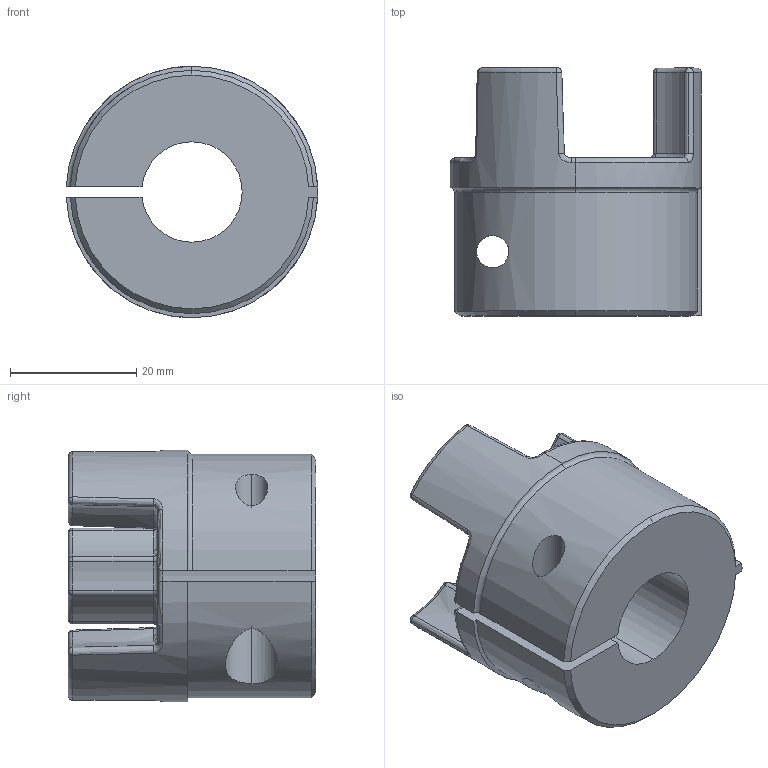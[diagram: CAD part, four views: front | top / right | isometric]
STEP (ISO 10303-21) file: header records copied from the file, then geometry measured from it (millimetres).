
FILE_DESCRIPTION (( 'STEP AP214' ), '1' );
FILE_NAME ('DC-JAC40-10.STEP', '2015-12-01T19:58:51', ( '' ), ( '' ), 'SwSTEP 2.0', 'SolidWorks 2015', '' );
FILE_SCHEMA (( 'AUTOMOTIVE_DESIGN' ));
Length unit declared in the file: millimetre
Products named in the file (1): DC-JAC40-10
Bounding box: 39.76 x 39.22 x 39.78 mm (x, y, z)
Volume: 26852.5 mm3; surface area: 8707.1 mm2
Topology: 1 solids, 1 shells, 109 faces, 262 edges, 144 vertices
Faces by surface type: torus 34, cylinder 25, bspline 18, sphere 12, plane 11, cone 9
Entity records: 3857 total; most frequent: CARTESIAN_POINT 1415, DIRECTION 541, ORIENTED_EDGE 500, EDGE_CURVE 250, AXIS2_PLACEMENT_3D 250, CIRCLE 158, VERTEX_POINT 144, EDGE_LOOP 114
